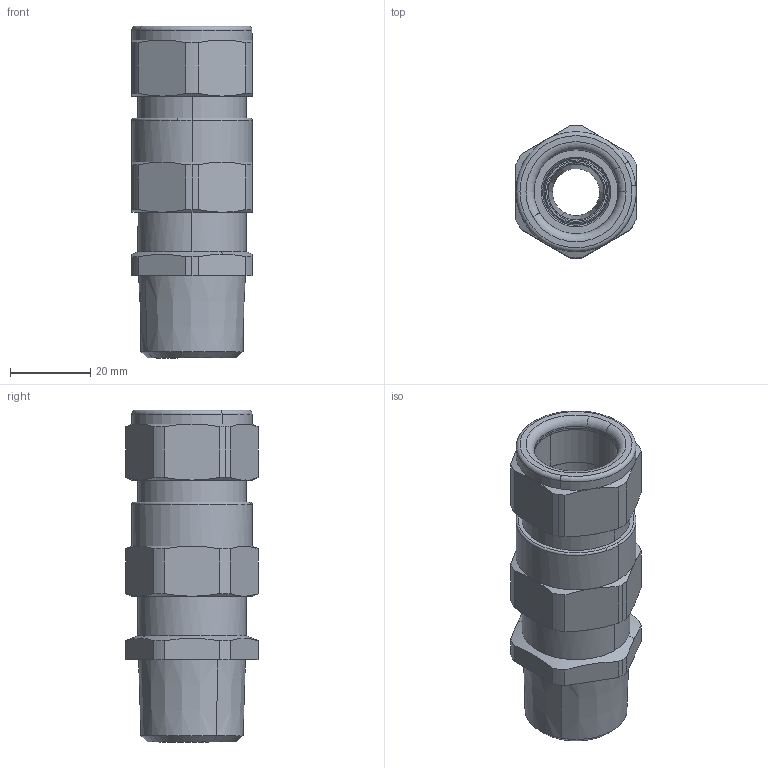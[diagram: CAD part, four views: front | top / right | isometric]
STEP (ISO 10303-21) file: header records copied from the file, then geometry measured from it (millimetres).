
FILE_DESCRIPTION(('CATIA V5 STEP Exchange','CAx-IF Rec.Pracs.--- Model Styling and Organization---1.4--- 2014-01-23'),'2;1');
FILE_NAME ('171909-1_0_1188250000_1188250000.stp','2023-01-03T03:06:15+00:00',('none'),('Weidmueller'),'CATIA Version 5-6 Release 2016 SP3 HF44','CATIA V5 STEP AP214','none');
FILE_SCHEMA(('AUTOMOTIVE_DESIGN { 1 0 10303 214 1 1 1 1 }'));
Length unit declared in the file: millimetre
Products named in the file (1): E1XZ/20/NPT3/4-WM
Bounding box: 30 x 33 x 82.9 mm (x, y, z)
Volume: 34216.1 mm3; surface area: 22791.3 mm2
Topology: 3 solids, 3 shells, 223 faces, 537 edges, 334 vertices
Faces by surface type: cone 79, cylinder 70, plane 38, torus 36
Entity records: 6353 total; most frequent: CARTESIAN_POINT 1464, ORIENTED_EDGE 1074, DIRECTION 814, EDGE_CURVE 537, AXIS2_PLACEMENT_3D 491, VERTEX_POINT 334, CIRCLE 315, EDGE_LOOP 243
